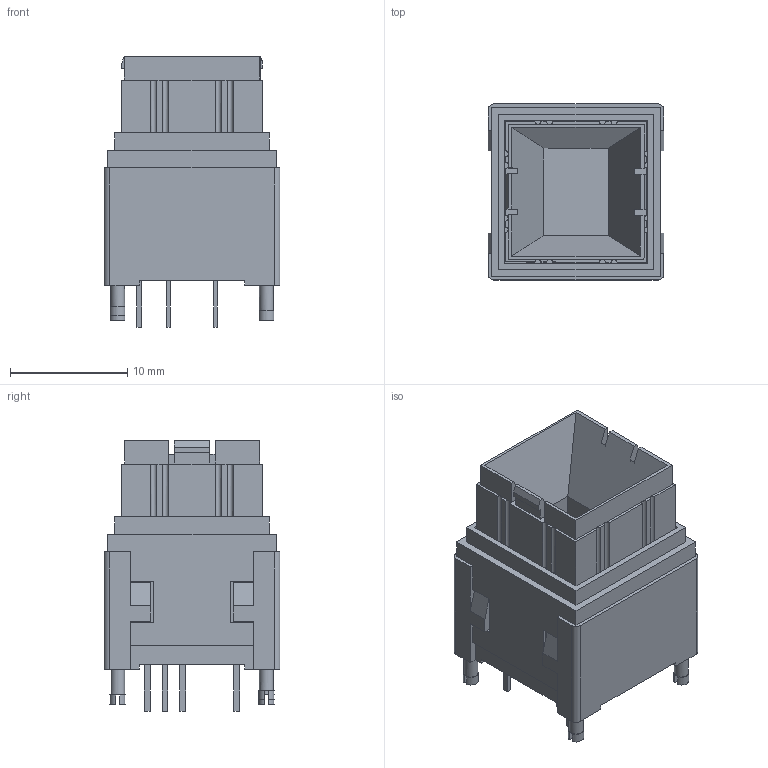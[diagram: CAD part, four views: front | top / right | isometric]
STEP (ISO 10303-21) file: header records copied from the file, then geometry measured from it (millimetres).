
FILE_DESCRIPTION( ( 'Unknown' ), '1' );
FILE_NAME( '465M111172501.stp', 'Unknown', ( 'Unknown' ), ( 'Unknown' ), 'PSStep 18.0.17', 'Unknown', ' ' );
FILE_SCHEMA( ( 'AUTOMOTIVE_DESIGN { 1 0 10303 214 1 1 1 1 }' ) );
Length unit declared in the file: millimetre
Products named in the file (4): Assem1; Base_Frame; Cover; Actuator
Assembly tree (3 placements, depth 2):
  Assem1
    Base_Frame
    Cover
    Actuator
Bounding box: 15 x 15 x 23.1 mm (x, y, z)
Volume: 1457 mm3; surface area: 3764.4 mm2
Topology: 3 solids, 3 shells, 340 faces, 929 edges, 608 vertices
Faces by surface type: plane 292, cylinder 44, bspline 4
Full cylindrical faces by diameter (mm): 1.2 x4, 1.5 x2
Entity records: 13375 total; most frequent: CARTESIAN_POINT 1971, ORIENTED_EDGE 1834, DIRECTION 1697, EDGE_CURVE 917, LINE 785, VECTOR 785, VERTEX_POINT 602, AXIS2_PLACEMENT_3D 456
